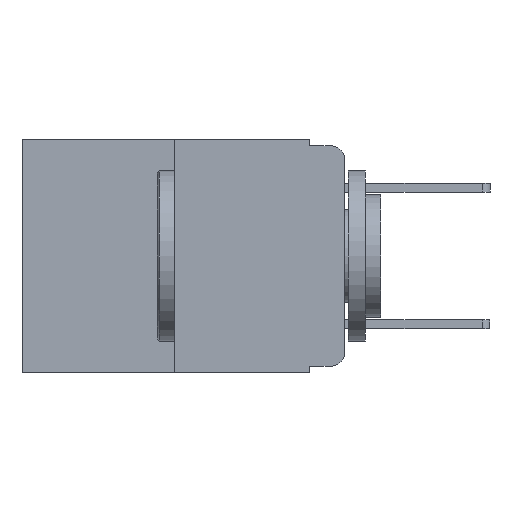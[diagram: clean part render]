
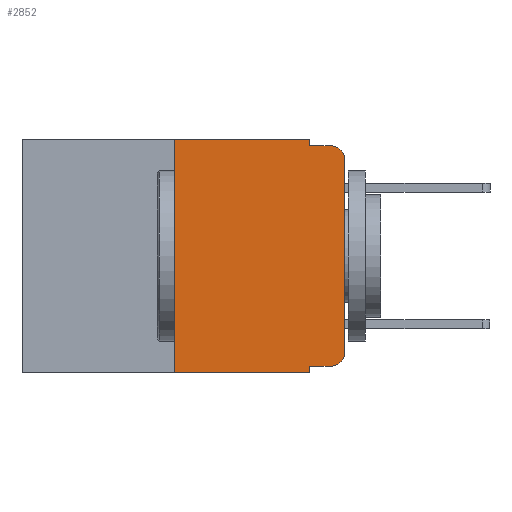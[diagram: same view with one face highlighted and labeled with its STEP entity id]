
A CAD part, left-side view. The second image highlights one B-rep face of the part: STEP entity #2852.
In plain terms, the highlighted planar face has unit normal (-1, 0, 0).
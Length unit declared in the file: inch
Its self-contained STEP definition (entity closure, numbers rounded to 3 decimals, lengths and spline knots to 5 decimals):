
#3 = CARTESIAN_POINT ( 'NONE',  ( 0., 0., 0. ) ) ;
#371 = VECTOR ( 'NONE', #7910, 39.37008 ) ;
#740 = ORIENTED_EDGE ( 'NONE', *, *, #4729, .T. ) ;
#827 = VERTEX_POINT ( 'NONE', #4280 ) ;
#925 = ORIENTED_EDGE ( 'NONE', *, *, #6997, .T. ) ;
#1094 = PLANE ( 'NONE',  #4551 ) ;
#1159 = DIRECTION ( 'NONE',  ( 1., 0., 0. ) ) ;
#1260 = VECTOR ( 'NONE', #11576, 39.37008 ) ;
#1586 = LINE ( 'NONE', #5954, #1260 ) ;
#1630 = CARTESIAN_POINT ( 'NONE',  ( 0., 0.473, -0.343 ) ) ;
#1738 = CARTESIAN_POINT ( 'NONE',  ( 0., 0.473, 0. ) ) ;
#1855 = EDGE_CURVE ( 'NONE', #9312, #5640, #6164, .T. ) ;
#1911 = DIRECTION ( 'NONE',  ( 0., -1., 0. ) ) ;
#1916 = VERTEX_POINT ( 'NONE', #6806 ) ;
#1983 = VERTEX_POINT ( 'NONE', #12112 ) ;
#2315 = LINE ( 'NONE', #11751, #7281 ) ;
#2833 = VECTOR ( 'NONE', #4127, 39.37008 ) ;
#2852 = ADVANCED_FACE ( 'NONE', ( #4949 ), #1094, .F. ) ;
#2963 = ORIENTED_EDGE ( 'NONE', *, *, #1855, .T. ) ;
#3105 = CARTESIAN_POINT ( 'NONE',  ( 0., 0.051, -0.333 ) ) ;
#3196 = DIRECTION ( 'NONE',  ( 0., 0., -1. ) ) ;
#3215 = DIRECTION ( 'NONE',  ( -1., 0., 0. ) ) ;
#3230 = CARTESIAN_POINT ( 'NONE',  ( 0., 0.02, -0.03 ) ) ;
#4014 = CARTESIAN_POINT ( 'NONE',  ( 0., 0.02, -0.01 ) ) ;
#4127 = DIRECTION ( 'NONE',  ( 0., -1., 0. ) ) ;
#4201 = DIRECTION ( 'NONE',  ( 0., 0., -1. ) ) ;
#4280 = CARTESIAN_POINT ( 'NONE',  ( 0., 0.051, -0.01 ) ) ;
#4308 = VECTOR ( 'NONE', #1911, 39.37008 ) ;
#4395 = ORIENTED_EDGE ( 'NONE', *, *, #6412, .T. ) ;
#4414 = LINE ( 'NONE', #10785, #6655 ) ;
#4503 = EDGE_CURVE ( 'NONE', #5460, #9312, #11262, .T. ) ;
#4551 = AXIS2_PLACEMENT_3D ( 'NONE', #5098, #1159, #10105 ) ;
#4705 = VECTOR ( 'NONE', #12146, 39.37008 ) ;
#4729 = EDGE_CURVE ( 'NONE', #5640, #7139, #11698, .T. ) ;
#4949 = FACE_OUTER_BOUND ( 'NONE', #12256, .T. ) ;
#5098 = CARTESIAN_POINT ( 'NONE',  ( 0., 0.473, 0. ) ) ;
#5234 = EDGE_CURVE ( 'NONE', #1983, #8801, #6546, .T. ) ;
#5402 = CARTESIAN_POINT ( 'NONE',  ( 0., 0.02, -0.333 ) ) ;
#5460 = VERTEX_POINT ( 'NONE', #5402 ) ;
#5491 = AXIS2_PLACEMENT_3D ( 'NONE', #3230, #3215, #3196 ) ;
#5569 = CARTESIAN_POINT ( 'NONE',  ( 0., 0.051, 0. ) ) ;
#5640 = VERTEX_POINT ( 'NONE', #5657 ) ;
#5657 = CARTESIAN_POINT ( 'NONE',  ( 0., 0., -0.03 ) ) ;
#5954 = CARTESIAN_POINT ( 'NONE',  ( 0., 0.051, -0.01 ) ) ;
#6164 = LINE ( 'NONE', #3, #371 ) ;
#6412 = EDGE_CURVE ( 'NONE', #9034, #5460, #10507, .T. ) ;
#6546 = LINE ( 'NONE', #1738, #4308 ) ;
#6633 = ORIENTED_EDGE ( 'NONE', *, *, #11001, .F. ) ;
#6655 = VECTOR ( 'NONE', #9877, 39.37008 ) ;
#6806 = CARTESIAN_POINT ( 'NONE',  ( 0., 0.25, -0.343 ) ) ;
#6997 = EDGE_CURVE ( 'NONE', #1916, #9465, #9712, .T. ) ;
#7139 = VERTEX_POINT ( 'NONE', #4014 ) ;
#7248 = LINE ( 'NONE', #5569, #4705 ) ;
#7281 = VECTOR ( 'NONE', #4201, 39.37008 ) ;
#7501 = AXIS2_PLACEMENT_3D ( 'NONE', #7751, #7736, #8108 ) ;
#7702 = ORIENTED_EDGE ( 'NONE', *, *, #10662, .F. ) ;
#7731 = CARTESIAN_POINT ( 'NONE',  ( 0., 0.051, -0.343 ) ) ;
#7736 = DIRECTION ( 'NONE',  ( -1., 0., 0. ) ) ;
#7751 = CARTESIAN_POINT ( 'NONE',  ( 0., 0.02, -0.313 ) ) ;
#7910 = DIRECTION ( 'NONE',  ( 0., 0., 1. ) ) ;
#8108 = DIRECTION ( 'NONE',  ( 0., 0., -1. ) ) ;
#8307 = ORIENTED_EDGE ( 'NONE', *, *, #5234, .F. ) ;
#8801 = VERTEX_POINT ( 'NONE', #10519 ) ;
#8993 = EDGE_CURVE ( 'NONE', #8801, #827, #2315, .T. ) ;
#9034 = VERTEX_POINT ( 'NONE', #10003 ) ;
#9312 = VERTEX_POINT ( 'NONE', #11252 ) ;
#9465 = VERTEX_POINT ( 'NONE', #7731 ) ;
#9476 = ORIENTED_EDGE ( 'NONE', *, *, #4503, .T. ) ;
#9533 = DIRECTION ( 'NONE',  ( 0., -1., 0. ) ) ;
#9712 = LINE ( 'NONE', #1630, #9996 ) ;
#9877 = DIRECTION ( 'NONE',  ( 0., 0., 1. ) ) ;
#9996 = VECTOR ( 'NONE', #9533, 39.37008 ) ;
#10003 = CARTESIAN_POINT ( 'NONE',  ( 0., 0.051, -0.333 ) ) ;
#10105 = DIRECTION ( 'NONE',  ( 0., 0., -1. ) ) ;
#10168 = EDGE_CURVE ( 'NONE', #1916, #1983, #4414, .T. ) ;
#10479 = ORIENTED_EDGE ( 'NONE', *, *, #8993, .F. ) ;
#10507 = LINE ( 'NONE', #3105, #2833 ) ;
#10519 = CARTESIAN_POINT ( 'NONE',  ( 0., 0.051, 0. ) ) ;
#10662 = EDGE_CURVE ( 'NONE', #827, #7139, #1586, .T. ) ;
#10757 = ORIENTED_EDGE ( 'NONE', *, *, #10168, .F. ) ;
#10785 = CARTESIAN_POINT ( 'NONE',  ( 0., 0.25, 0. ) ) ;
#11001 = EDGE_CURVE ( 'NONE', #9034, #9465, #7248, .T. ) ;
#11252 = CARTESIAN_POINT ( 'NONE',  ( 0., 0., -0.313 ) ) ;
#11262 = CIRCLE ( 'NONE', #7501, 0.02 ) ;
#11576 = DIRECTION ( 'NONE',  ( 0., -1., 0. ) ) ;
#11698 = CIRCLE ( 'NONE', #5491, 0.02 ) ;
#11751 = CARTESIAN_POINT ( 'NONE',  ( 0., 0.051, 0. ) ) ;
#12112 = CARTESIAN_POINT ( 'NONE',  ( 0., 0.25, 0. ) ) ;
#12146 = DIRECTION ( 'NONE',  ( 0., 0., -1. ) ) ;
#12256 = EDGE_LOOP ( 'NONE', ( #2963, #740, #7702, #10479, #8307, #10757, #925, #6633, #4395, #9476 ) ) ;
